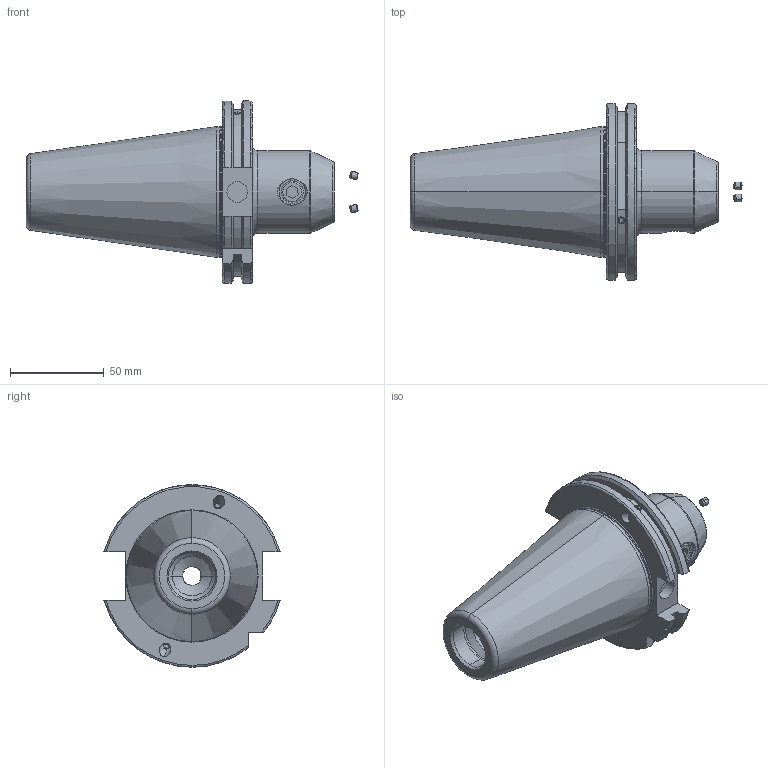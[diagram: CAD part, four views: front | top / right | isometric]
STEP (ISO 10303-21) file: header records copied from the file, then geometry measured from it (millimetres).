
FILE_DESCRIPTION (( 'STEP AP203' ), '1' );
FILE_NAME ('SK50 EK 14 063 FTC WW.STEP', '2014-09-03T13:36:20', ( 'FALCON' ), ( '' ), 'SwSTEP 2.0', 'SolidWorks 2009', '' );
FILE_SCHEMA (( 'CONFIG_CONTROL_DESIGN' ));
Length unit declared in the file: millimetre
Products named in the file (4): SK50 EK 14 063 FTC WW; Copy of M4X4_DIN 913 - M4 x 4-N; M14X16_ISO 4026 - M12 x 12-N
Assembly tree (6 placements, depth 2):
  SK50 EK 14 063 FTC WW
    Copy of M4X4_DIN 913 - M4 x 4-N  x4
    M14X16_ISO 4026 - M12 x 12-N
    SK50 EK 14 063 FTC WW
Bounding box: 177.35 x 94.05 x 97.5 mm (x, y, z)
Volume: 387836.8 mm3; surface area: 53157.3 mm2
Topology: 6 solids, 6 shells, 211 faces, 511 edges, 319 vertices
Faces by surface type: plane 76, cylinder 69, cone 44, torus 22
Entity records: 6006 total; most frequent: CARTESIAN_POINT 1579, DIRECTION 840, ORIENTED_EDGE 830, EDGE_CURVE 415, AXIS2_PLACEMENT_3D 334, VERTEX_POINT 259, EDGE_LOOP 186, VECTOR 172
